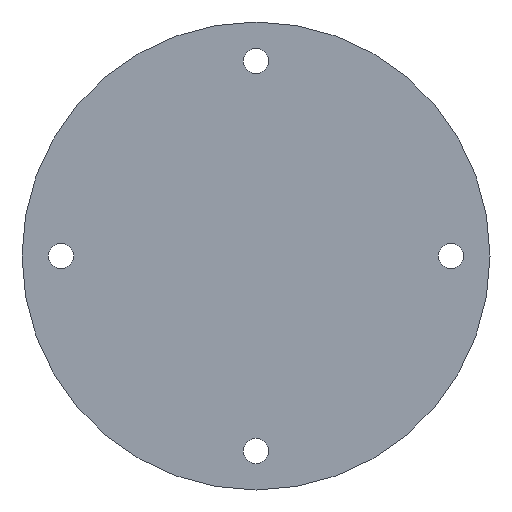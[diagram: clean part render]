
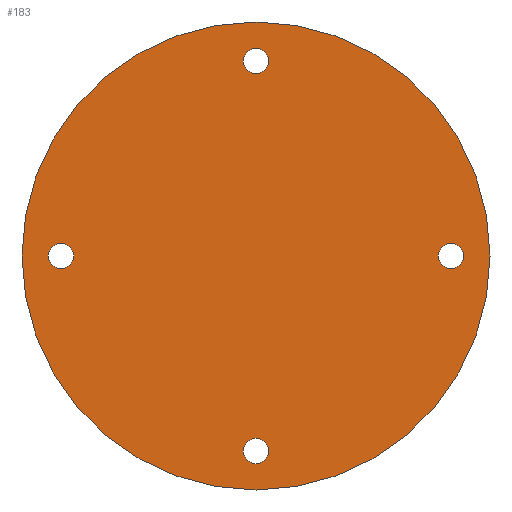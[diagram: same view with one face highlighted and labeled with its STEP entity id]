
A CAD part, front view. The second image highlights one B-rep face of the part: STEP entity #183.
In plain terms, the highlighted planar face has unit normal (0, -1, 0).
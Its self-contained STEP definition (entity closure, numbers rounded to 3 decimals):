
#21=FACE_BOUND('',#57,.T.);
#22=FACE_BOUND('',#58,.T.);
#23=FACE_BOUND('',#59,.T.);
#24=FACE_BOUND('',#60,.T.);
#28=PLANE('',#231);
#39=FACE_OUTER_BOUND('',#56,.T.);
#56=EDGE_LOOP('',(#161));
#57=EDGE_LOOP('',(#162));
#58=EDGE_LOOP('',(#163));
#59=EDGE_LOOP('',(#164));
#60=EDGE_LOOP('',(#165));
#78=CIRCLE('',#213,1.621);
#80=CIRCLE('',#216,1.621);
#82=CIRCLE('',#219,1.621);
#84=CIRCLE('',#222,1.621);
#88=CIRCLE('',#229,30.);
#92=VERTEX_POINT('',#302);
#94=VERTEX_POINT('',#308);
#96=VERTEX_POINT('',#314);
#98=VERTEX_POINT('',#320);
#102=VERTEX_POINT('',#333);
#108=EDGE_CURVE('',#92,#92,#78,.T.);
#111=EDGE_CURVE('',#94,#94,#80,.T.);
#114=EDGE_CURVE('',#96,#96,#82,.T.);
#117=EDGE_CURVE('',#98,#98,#84,.T.);
#123=EDGE_CURVE('',#102,#102,#88,.T.);
#161=ORIENTED_EDGE('',*,*,#123,.F.);
#162=ORIENTED_EDGE('',*,*,#108,.T.);
#163=ORIENTED_EDGE('',*,*,#111,.T.);
#164=ORIENTED_EDGE('',*,*,#114,.T.);
#165=ORIENTED_EDGE('',*,*,#117,.T.);
#183=ADVANCED_FACE('',(#39,#21,#22,#23,#24),#28,.F.);
#213=AXIS2_PLACEMENT_3D('',#304,#248,#249);
#216=AXIS2_PLACEMENT_3D('',#310,#255,#256);
#219=AXIS2_PLACEMENT_3D('',#316,#262,#263);
#222=AXIS2_PLACEMENT_3D('',#322,#269,#270);
#229=AXIS2_PLACEMENT_3D('',#335,#285,#286);
#231=AXIS2_PLACEMENT_3D('',#337,#289,#290);
#248=DIRECTION('center_axis',(0.,1.,0.));
#249=DIRECTION('ref_axis',(1.,0.,0.));
#255=DIRECTION('center_axis',(0.,1.,0.));
#256=DIRECTION('ref_axis',(1.,0.,0.));
#262=DIRECTION('center_axis',(0.,1.,0.));
#263=DIRECTION('ref_axis',(1.,0.,0.));
#269=DIRECTION('center_axis',(0.,1.,0.));
#270=DIRECTION('ref_axis',(1.,0.,0.));
#285=DIRECTION('center_axis',(0.,1.,0.));
#286=DIRECTION('ref_axis',(-1.,0.,0.));
#289=DIRECTION('center_axis',(0.,1.,0.));
#290=DIRECTION('ref_axis',(0.,0.,1.));
#302=CARTESIAN_POINT('',(-1.621,0.,-25.));
#304=CARTESIAN_POINT('Origin',(0.,0.,-25.));
#308=CARTESIAN_POINT('',(-1.621,0.,25.));
#310=CARTESIAN_POINT('Origin',(0.,0.,25.));
#314=CARTESIAN_POINT('',(23.379,0.,0.));
#316=CARTESIAN_POINT('Origin',(25.,0.,0.));
#320=CARTESIAN_POINT('',(-26.621,0.,0.));
#322=CARTESIAN_POINT('Origin',(-25.,0.,0.));
#333=CARTESIAN_POINT('',(30.,0.,0.));
#335=CARTESIAN_POINT('Origin',(0.,0.,0.));
#337=CARTESIAN_POINT('Origin',(0.,0.,0.));
